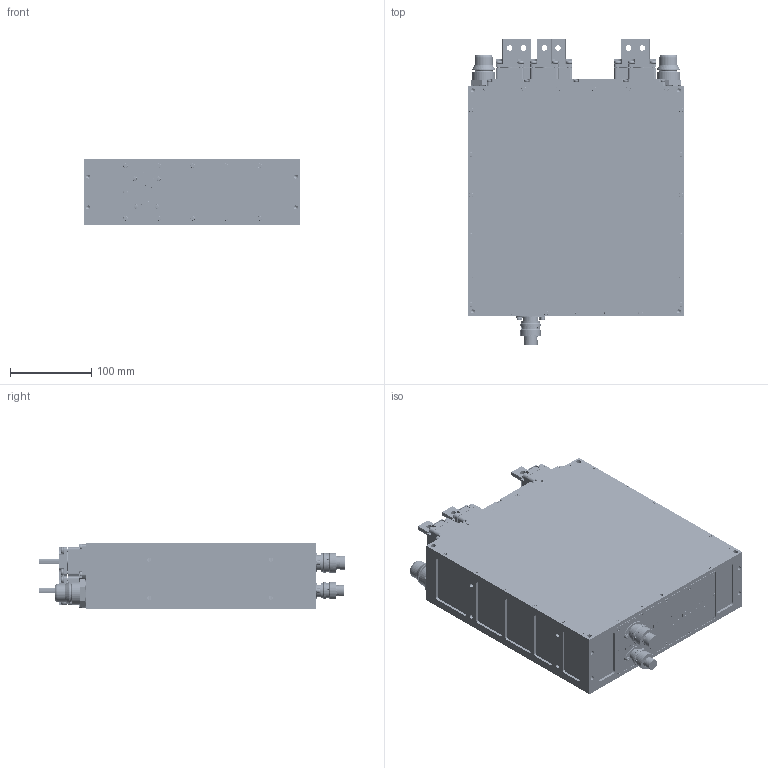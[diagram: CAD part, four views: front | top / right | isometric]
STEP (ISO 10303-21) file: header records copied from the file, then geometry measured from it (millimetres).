
FILE_DESCRIPTION (( 'STEP AP214' ), '1' );
FILE_NAME ('BLV_135_DCHVMP D S 4-4 LC_12082024.STEP', '2024-08-12T10:13:28', ( '' ), ( '' ), 'SwSTEP 2.0', 'SolidWorks 2019', '' );
FILE_SCHEMA (( 'AUTOMOTIVE_DESIGN' ));
Length unit declared in the file: millimetre
Products named in the file (35): SOURIAU_8STA6_1035PN; MAF_687; SOURIAU_8STA01235PNRF46567; KIT_001; Raccord Hydraulique NORMAQUICK PS3 M20x1.5; MAF_724; MAF_671; GORE_Events vissables; SOURIAU_8STA01035SNRF46567; MAF_784; CAB_256_Boitier vide; RS_196-4744; SOURIAU_8STA6-1235SN; ENS_122_boitier vide; MAF_729_Joint connecteur bus barre_00; vis Torx TCBL_INOX_M4x25; MAF_804_Boitier_Boitier plein; ENS_131_01_Boitier vide; CAB_257_Boitier vide; SEPHAT_joint torique_�18.1x1.6; MAF_722_Contact connecteur bus barre_00; Vis Torx téte fraisée_M3x6; vis Torx TCBL_INOX_M3x10; MAF_691; vis Torx TCBL_INOX_M3x5; ENS_123_Boitier vide; BLV_135_DCHVMP D S 4-4 LC_12082024; Rondelle s�rie Z-M-L-LL_Inox_�4 s�rie Z Inox A4; Rondelle s�rie Z-M-L-LL_Inox_�3 s�rie Z Inox A4; MAF_723
Assembly tree (174 placements, depth 5):
  BLV_135_DCHVMP D S 4-4 LC_12082024
    ENS_123_Boitier vide
      MAF_804_Boitier_Boitier plein
      GORE_Events vissables
      ENS_122_boitier vide
        MAF_671
        vis Torx TCBL_INOX_M3x5  x4
        Rondelle s�rie Z-M-L-LL_Inox_�3 s�rie Z Inox A4  x4
        CAB_256_Boitier vide
          SOURIAU_8STA01235PNRF46567
        CAB_257_Boitier vide
          SOURIAU_8STA01035SNRF46567
      Vis Torx téte fraisée_M3x6  x35
      MAF_687
      MAF_691
      vis Torx TCBL_INOX_M3x10  x12
      Rondelle s�rie Z-M-L-LL_Inox_�3 s�rie Z Inox A4  x12
      Raccord Hydraulique NORMAQUICK PS3 M20x1.5  x2
    ENS_131_01_Boitier vide
      MAF_784
      KIT_001
        MAF_722_Contact connecteur bus barre_00
        vis Torx TCBL_INOX_M4x25  x4
        Rondelle s�rie Z-M-L-LL_Inox_�4 s�rie Z Inox A4  x4
        MAF_724
        MAF_729_Joint connecteur bus barre_00
        SEPHAT_joint torique_�18.1x1.6
        MAF_723
        RS_196-4744
      KIT_001
        MAF_722_Contact connecteur bus barre_00
        vis Torx TCBL_INOX_M4x25  x4
        Rondelle s�rie Z-M-L-LL_Inox_�4 s�rie Z Inox A4  x4
        MAF_724
        MAF_729_Joint connecteur bus barre_00
        SEPHAT_joint torique_�18.1x1.6
        MAF_723
        RS_196-4744
      KIT_001
        MAF_722_Contact connecteur bus barre_00
        vis Torx TCBL_INOX_M4x25  x4
        Rondelle s�rie Z-M-L-LL_Inox_�4 s�rie Z Inox A4  x4
        MAF_724
        MAF_729_Joint connecteur bus barre_00
        SEPHAT_joint torique_�18.1x1.6
        MAF_723
        RS_196-4744
      KIT_001
        MAF_722_Contact connecteur bus barre_00
        vis Torx TCBL_INOX_M4x25  x4
        Rondelle s�rie Z-M-L-LL_Inox_�4 s�rie Z Inox A4  x4
        MAF_724
        MAF_729_Joint connecteur bus barre_00
        SEPHAT_joint torique_�18.1x1.6
        MAF_723
        RS_196-4744
      KIT_001
        MAF_722_Contact connecteur bus barre_00
        vis Torx TCBL_INOX_M4x25  x4
        Rondelle s�rie Z-M-L-LL_Inox_�4 s�rie Z Inox A4  x4
Bounding box: 266 x 377.13 x 82 mm (x, y, z)
Volume: 6283578 mm3; surface area: 684544.8 mm2
Topology: 160 solids, 217 shells, 10441 faces, 26383 edges, 16793 vertices
Faces by surface type: cylinder 4010, plane 3511, bspline 1088, torus 937, cone 815, sphere 80
Entity records: 232907 total; most frequent: CARTESIAN_POINT 88658, ORIENTED_EDGE 29474, DIRECTION 25313, EDGE_CURVE 14737, VERTEX_POINT 9519, AXIS2_PLACEMENT_3D 9291, VECTOR 6731, LINE 6731
